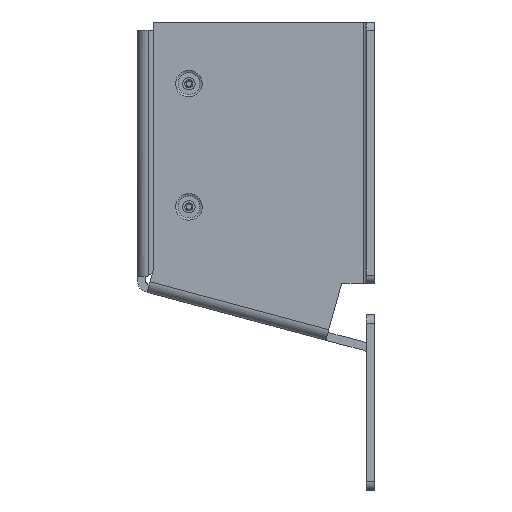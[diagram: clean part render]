
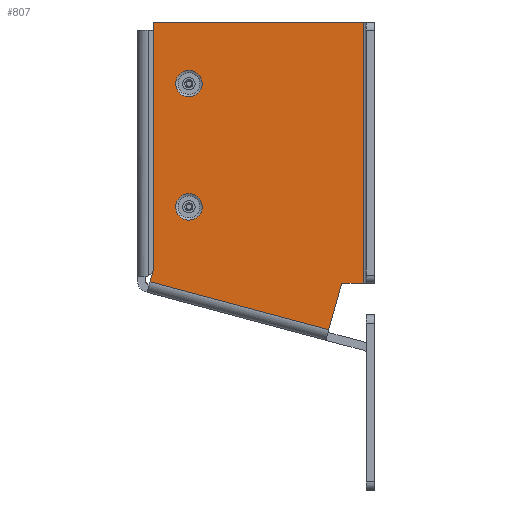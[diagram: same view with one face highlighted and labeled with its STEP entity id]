
A CAD part, left-side view. The second image highlights one B-rep face of the part: STEP entity #807.
In plain terms, the highlighted planar face has unit normal (-1, 0, 0).
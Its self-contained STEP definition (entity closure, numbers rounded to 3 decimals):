
#90=PLANE('',#2962);
#314=LINE('',#4184,#570);
#315=LINE('',#4187,#571);
#316=LINE('',#4189,#572);
#317=LINE('',#4191,#573);
#318=LINE('',#4193,#574);
#319=LINE('',#4195,#575);
#320=LINE('',#4197,#576);
#570=VECTOR('',#3347,1.);
#571=VECTOR('',#3348,1.);
#572=VECTOR('',#3349,1.);
#573=VECTOR('',#3350,1.);
#574=VECTOR('',#3351,1.);
#575=VECTOR('',#3352,1.);
#576=VECTOR('',#3353,1.);
#807=ADVANCED_FACE('',(#1021,#1022,#1023),#90,.T.);
#1021=FACE_BOUND('',#1163,.T.);
#1022=FACE_BOUND('',#1164,.T.);
#1023=FACE_BOUND('',#1165,.T.);
#1163=EDGE_LOOP('',(#1454));
#1164=EDGE_LOOP('',(#1455,#1456,#1457,#1458,#1459,#1460,#1461));
#1165=EDGE_LOOP('',(#1462));
#1454=ORIENTED_EDGE('',*,*,#2406,.T.);
#1455=ORIENTED_EDGE('',*,*,#2483,.F.);
#1456=ORIENTED_EDGE('',*,*,#2484,.F.);
#1457=ORIENTED_EDGE('',*,*,#2485,.T.);
#1458=ORIENTED_EDGE('',*,*,#2486,.T.);
#1459=ORIENTED_EDGE('',*,*,#2487,.T.);
#1460=ORIENTED_EDGE('',*,*,#2488,.T.);
#1461=ORIENTED_EDGE('',*,*,#2489,.F.);
#1462=ORIENTED_EDGE('',*,*,#2490,.T.);
#2133=VERTEX_POINT('',#4020);
#2203=VERTEX_POINT('',#4185);
#2204=VERTEX_POINT('',#4186);
#2205=VERTEX_POINT('',#4188);
#2206=VERTEX_POINT('',#4190);
#2207=VERTEX_POINT('',#4192);
#2208=VERTEX_POINT('',#4194);
#2209=VERTEX_POINT('',#4196);
#2210=VERTEX_POINT('',#4199);
#2406=EDGE_CURVE('',#2133,#2133,#2789,.T.);
#2483=EDGE_CURVE('',#2203,#2204,#314,.T.);
#2484=EDGE_CURVE('',#2205,#2203,#315,.T.);
#2485=EDGE_CURVE('',#2205,#2206,#316,.T.);
#2486=EDGE_CURVE('',#2206,#2207,#317,.T.);
#2487=EDGE_CURVE('',#2207,#2208,#318,.T.);
#2488=EDGE_CURVE('',#2208,#2209,#319,.T.);
#2489=EDGE_CURVE('',#2204,#2209,#320,.T.);
#2490=EDGE_CURVE('',#2210,#2210,#2818,.T.);
#2789=CIRCLE('',#2912,4.848);
#2818=CIRCLE('',#2961,4.848);
#2912=AXIS2_PLACEMENT_3D('',#4019,#3203,#3204);
#2961=AXIS2_PLACEMENT_3D('',#4198,#3354,#3355);
#2962=AXIS2_PLACEMENT_3D('',#4200,#3356,#3357);
#3203=DIRECTION('',(1.,0.,0.));
#3204=DIRECTION('',(0.,0.,1.));
#3347=DIRECTION('',(0.,-1.,0.));
#3348=DIRECTION('',(0.,0.,1.));
#3349=DIRECTION('',(0.,0.259,-0.966));
#3350=DIRECTION('',(0.,-0.966,-0.259));
#3351=DIRECTION('',(0.,-0.27,0.963));
#3352=DIRECTION('',(0.,-1.,0.));
#3353=DIRECTION('',(0.,0.,-1.));
#3354=DIRECTION('',(1.,0.,0.));
#3355=DIRECTION('',(0.,0.,1.));
#3356=DIRECTION('',(-1.,0.,0.));
#3357=DIRECTION('',(0.,0.259,0.966));
#4019=CARTESIAN_POINT('',(898.351,-2680.057,3304.243));
#4020=CARTESIAN_POINT('',(898.351,-2680.057,3309.091));
#4184=CARTESIAN_POINT('',(898.351,-923.714,3326.784));
#4185=CARTESIAN_POINT('',(898.351,-2667.001,3326.784));
#4186=CARTESIAN_POINT('',(898.351,-2743.807,3326.784));
#4187=CARTESIAN_POINT('',(898.351,-2667.001,3236.089));
#4188=CARTESIAN_POINT('',(898.351,-2667.001,3236.089));
#4189=CARTESIAN_POINT('',(898.351,-1590.939,-779.832));
#4190=CARTESIAN_POINT('',(898.351,-2665.864,3231.845));
#4191=CARTESIAN_POINT('',(898.351,-2749.964,3209.311));
#4192=CARTESIAN_POINT('',(898.351,-2731.109,3214.363));
#4193=CARTESIAN_POINT('',(898.351,-2707.99,3131.849));
#4194=CARTESIAN_POINT('',(898.351,-2735.865,3231.336));
#4195=CARTESIAN_POINT('',(898.351,-923.714,3231.336));
#4196=CARTESIAN_POINT('',(898.351,-2743.807,3231.336));
#4197=CARTESIAN_POINT('',(898.351,-2743.807,-601.05));
#4198=CARTESIAN_POINT('',(898.351,-2680.057,3259.243));
#4199=CARTESIAN_POINT('',(898.351,-2680.057,3264.091));
#4200=CARTESIAN_POINT('',(898.351,-923.714,-601.05));
